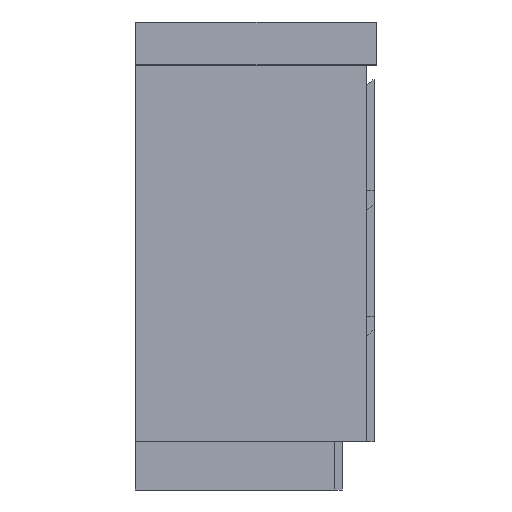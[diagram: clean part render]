
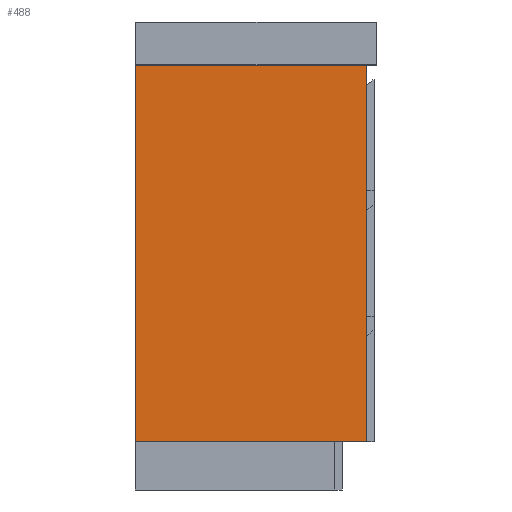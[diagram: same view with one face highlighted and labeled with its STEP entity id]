
A CAD part, left-side view. The second image highlights one B-rep face of the part: STEP entity #488.
In plain terms, the highlighted planar face has unit normal (-1, 0, 0).
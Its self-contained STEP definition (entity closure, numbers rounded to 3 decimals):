
#488=ADVANCED_FACE('',(#665),#2776,.T.);
#665=FACE_OUTER_BOUND('',#842,.T.);
#842=EDGE_LOOP('',(#1062,#1063,#1064,#1065));
#1062=ORIENTED_EDGE('',*,*,#1808,.F.);
#1063=ORIENTED_EDGE('',*,*,#1790,.T.);
#1064=ORIENTED_EDGE('',*,*,#1806,.T.);
#1065=ORIENTED_EDGE('',*,*,#1807,.F.);
#1790=EDGE_CURVE('',#2527,#2529,#2172,.T.);
#1806=EDGE_CURVE('',#2529,#2542,#2188,.T.);
#1807=EDGE_CURVE('',#2543,#2542,#2189,.T.);
#1808=EDGE_CURVE('',#2527,#2543,#2190,.T.);
#2172=B_SPLINE_CURVE_WITH_KNOTS('',1,(#3540,#3541),.UNSPECIFIED.,.F.,.F.,
(2,2),(-780.,0.),.UNSPECIFIED.);
#2188=B_SPLINE_CURVE_WITH_KNOTS('',1,(#3572,#3573),.UNSPECIFIED.,.F.,.F.,
(2,2),(-479.,0.),.UNSPECIFIED.);
#2189=B_SPLINE_CURVE_WITH_KNOTS('',1,(#3574,#3575),.UNSPECIFIED.,.F.,.F.,
(2,2),(-780.,0.),.UNSPECIFIED.);
#2190=B_SPLINE_CURVE_WITH_KNOTS('',1,(#3576,#3577),.UNSPECIFIED.,.F.,.F.,
(2,2),(-479.,0.),.UNSPECIFIED.);
#2527=VERTEX_POINT('',#3515);
#2529=VERTEX_POINT('',#3517);
#2542=VERTEX_POINT('',#3530);
#2543=VERTEX_POINT('',#3531);
#2776=PLANE('',#3080);
#3080=AXIS2_PLACEMENT_3D('',#3507,#3271,$);
#3271=DIRECTION('',(-1.,0.,0.));
#3507=CARTESIAN_POINT('',(-744.,-468.,526.9));
#3515=CARTESIAN_POINT('',(-744.,-390.,479.));
#3517=CARTESIAN_POINT('',(-744.,390.,479.));
#3530=CARTESIAN_POINT('',(-744.,390.,0.));
#3531=CARTESIAN_POINT('',(-744.,-390.,0.));
#3540=CARTESIAN_POINT('',(-744.,-390.,479.));
#3541=CARTESIAN_POINT('',(-744.,390.,479.));
#3572=CARTESIAN_POINT('',(-744.,390.,479.));
#3573=CARTESIAN_POINT('',(-744.,390.,0.));
#3574=CARTESIAN_POINT('',(-744.,-390.,0.));
#3575=CARTESIAN_POINT('',(-744.,390.,0.));
#3576=CARTESIAN_POINT('',(-744.,-390.,479.));
#3577=CARTESIAN_POINT('',(-744.,-390.,0.));
